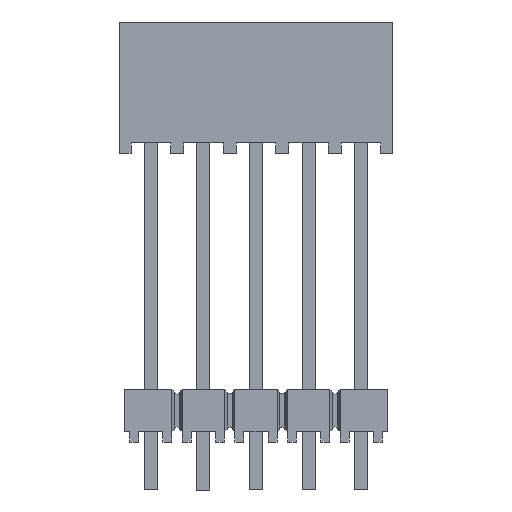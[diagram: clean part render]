
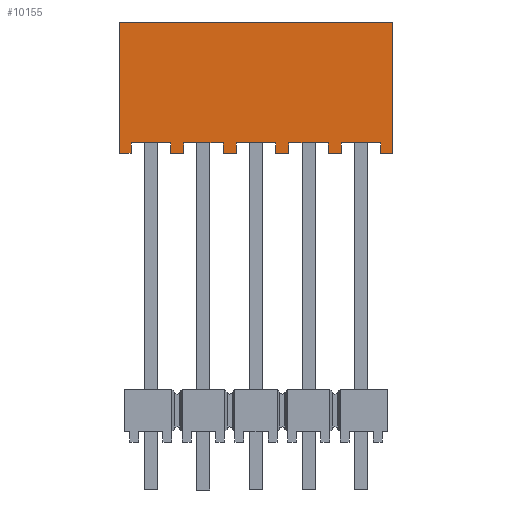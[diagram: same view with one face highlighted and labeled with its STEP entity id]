
A CAD part, front view. The second image highlights one B-rep face of the part: STEP entity #10155.
In plain terms, the highlighted planar face has unit normal (0, -1, 0).
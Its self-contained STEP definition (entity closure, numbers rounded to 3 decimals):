
#247=FACE_OUTER_BOUND('',#804,.T.);
#804=EDGE_LOOP('',(#7257,#7258,#7259,#7260,#7261,#7262,#7263,#7264,#7265,
#7266,#7267,#7268,#7269,#7270,#7271,#7272,#7273,#7274,#7275,#7276,#7277,
#7278,#7279,#7280));
#1508=LINE('',#14240,#2954);
#1553=LINE('',#14351,#2999);
#1670=LINE('',#14583,#3116);
#1671=LINE('',#14587,#3117);
#1672=LINE('',#14588,#3118);
#1673=LINE('',#14589,#3119);
#1674=LINE('',#14591,#3120);
#1675=LINE('',#14593,#3121);
#1676=LINE('',#14595,#3122);
#1677=LINE('',#14597,#3123);
#1678=LINE('',#14599,#3124);
#1679=LINE('',#14601,#3125);
#1680=LINE('',#14603,#3126);
#1681=LINE('',#14605,#3127);
#1682=LINE('',#14607,#3128);
#1683=LINE('',#14609,#3129);
#1684=LINE('',#14611,#3130);
#1685=LINE('',#14613,#3131);
#1686=LINE('',#14615,#3132);
#1687=LINE('',#14617,#3133);
#1688=LINE('',#14619,#3134);
#1689=LINE('',#14621,#3135);
#1690=LINE('',#14623,#3136);
#1691=LINE('',#14624,#3137);
#2954=VECTOR('',#11570,13.208);
#2999=VECTOR('',#11639,0.571);
#3116=VECTOR('',#11836,6.35);
#3117=VECTOR('',#11839,0.508);
#3118=VECTOR('',#11840,0.571);
#3119=VECTOR('',#11841,6.35);
#3120=VECTOR('',#11842,0.508);
#3121=VECTOR('',#11843,1.905);
#3122=VECTOR('',#11844,0.508);
#3123=VECTOR('',#11845,0.635);
#3124=VECTOR('',#11846,0.508);
#3125=VECTOR('',#11847,1.905);
#3126=VECTOR('',#11848,0.508);
#3127=VECTOR('',#11849,0.635);
#3128=VECTOR('',#11850,0.508);
#3129=VECTOR('',#11851,1.905);
#3130=VECTOR('',#11852,0.508);
#3131=VECTOR('',#11853,0.635);
#3132=VECTOR('',#11854,0.508);
#3133=VECTOR('',#11855,1.905);
#3134=VECTOR('',#11856,0.508);
#3135=VECTOR('',#11857,0.635);
#3136=VECTOR('',#11858,0.508);
#3137=VECTOR('',#11859,1.905);
#4322=VERTEX_POINT('',#14237);
#4323=VERTEX_POINT('',#14239);
#4375=VERTEX_POINT('',#14347);
#4377=VERTEX_POINT('',#14350);
#4451=VERTEX_POINT('',#14579);
#4453=VERTEX_POINT('',#14585);
#4454=VERTEX_POINT('',#14586);
#4455=VERTEX_POINT('',#14590);
#4456=VERTEX_POINT('',#14592);
#4457=VERTEX_POINT('',#14594);
#4458=VERTEX_POINT('',#14596);
#4459=VERTEX_POINT('',#14598);
#4460=VERTEX_POINT('',#14600);
#4461=VERTEX_POINT('',#14602);
#4462=VERTEX_POINT('',#14604);
#4463=VERTEX_POINT('',#14606);
#4464=VERTEX_POINT('',#14608);
#4465=VERTEX_POINT('',#14610);
#4466=VERTEX_POINT('',#14612);
#4467=VERTEX_POINT('',#14614);
#4468=VERTEX_POINT('',#14616);
#4469=VERTEX_POINT('',#14618);
#4470=VERTEX_POINT('',#14620);
#4471=VERTEX_POINT('',#14622);
#5340=EDGE_CURVE('',#4322,#4323,#1508,.T.);
#5395=EDGE_CURVE('',#4377,#4375,#1553,.T.);
#5512=EDGE_CURVE('',#4323,#4451,#1670,.T.);
#5513=EDGE_CURVE('',#4453,#4454,#1671,.T.);
#5514=EDGE_CURVE('',#4453,#4451,#1672,.T.);
#5515=EDGE_CURVE('',#4322,#4377,#1673,.T.);
#5516=EDGE_CURVE('',#4455,#4375,#1674,.T.);
#5517=EDGE_CURVE('',#4456,#4455,#1675,.T.);
#5518=EDGE_CURVE('',#4457,#4456,#1676,.T.);
#5519=EDGE_CURVE('',#4457,#4458,#1677,.T.);
#5520=EDGE_CURVE('',#4459,#4458,#1678,.T.);
#5521=EDGE_CURVE('',#4460,#4459,#1679,.T.);
#5522=EDGE_CURVE('',#4461,#4460,#1680,.T.);
#5523=EDGE_CURVE('',#4461,#4462,#1681,.T.);
#5524=EDGE_CURVE('',#4463,#4462,#1682,.T.);
#5525=EDGE_CURVE('',#4464,#4463,#1683,.T.);
#5526=EDGE_CURVE('',#4465,#4464,#1684,.T.);
#5527=EDGE_CURVE('',#4465,#4466,#1685,.T.);
#5528=EDGE_CURVE('',#4467,#4466,#1686,.T.);
#5529=EDGE_CURVE('',#4468,#4467,#1687,.T.);
#5530=EDGE_CURVE('',#4469,#4468,#1688,.T.);
#5531=EDGE_CURVE('',#4469,#4470,#1689,.T.);
#5532=EDGE_CURVE('',#4471,#4470,#1690,.T.);
#5533=EDGE_CURVE('',#4454,#4471,#1691,.T.);
#7257=ORIENTED_EDGE('',*,*,#5513,.F.);
#7258=ORIENTED_EDGE('',*,*,#5514,.T.);
#7259=ORIENTED_EDGE('',*,*,#5512,.F.);
#7260=ORIENTED_EDGE('',*,*,#5340,.F.);
#7261=ORIENTED_EDGE('',*,*,#5515,.T.);
#7262=ORIENTED_EDGE('',*,*,#5395,.T.);
#7263=ORIENTED_EDGE('',*,*,#5516,.F.);
#7264=ORIENTED_EDGE('',*,*,#5517,.F.);
#7265=ORIENTED_EDGE('',*,*,#5518,.F.);
#7266=ORIENTED_EDGE('',*,*,#5519,.T.);
#7267=ORIENTED_EDGE('',*,*,#5520,.F.);
#7268=ORIENTED_EDGE('',*,*,#5521,.F.);
#7269=ORIENTED_EDGE('',*,*,#5522,.F.);
#7270=ORIENTED_EDGE('',*,*,#5523,.T.);
#7271=ORIENTED_EDGE('',*,*,#5524,.F.);
#7272=ORIENTED_EDGE('',*,*,#5525,.F.);
#7273=ORIENTED_EDGE('',*,*,#5526,.F.);
#7274=ORIENTED_EDGE('',*,*,#5527,.T.);
#7275=ORIENTED_EDGE('',*,*,#5528,.F.);
#7276=ORIENTED_EDGE('',*,*,#5529,.F.);
#7277=ORIENTED_EDGE('',*,*,#5530,.F.);
#7278=ORIENTED_EDGE('',*,*,#5531,.T.);
#7279=ORIENTED_EDGE('',*,*,#5532,.F.);
#7280=ORIENTED_EDGE('',*,*,#5533,.F.);
#9619=PLANE('',#10729);
#10155=ADVANCED_FACE('',(#247),#9619,.F.);
#10729=AXIS2_PLACEMENT_3D('',#14584,#11837,#11838);
#11570=DIRECTION('',(1.,0.,0.));
#11639=DIRECTION('',(1.,0.,0.));
#11836=DIRECTION('',(0.,0.,-1.));
#11837=DIRECTION('center_axis',(0.,1.,0.));
#11838=DIRECTION('ref_axis',(-1.,0.,0.));
#11839=DIRECTION('',(0.,0.,1.));
#11840=DIRECTION('',(1.,0.,0.));
#11841=DIRECTION('',(0.,0.,-1.));
#11842=DIRECTION('',(0.,0.,-1.));
#11843=DIRECTION('',(-1.,0.,0.));
#11844=DIRECTION('',(0.,0.,1.));
#11845=DIRECTION('',(1.,0.,0.));
#11846=DIRECTION('',(0.,0.,-1.));
#11847=DIRECTION('',(-1.,0.,0.));
#11848=DIRECTION('',(0.,0.,1.));
#11849=DIRECTION('',(1.,0.,0.));
#11850=DIRECTION('',(0.,0.,-1.));
#11851=DIRECTION('',(-1.,0.,0.));
#11852=DIRECTION('',(0.,0.,1.));
#11853=DIRECTION('',(1.,0.,0.));
#11854=DIRECTION('',(0.,0.,-1.));
#11855=DIRECTION('',(-1.,0.,0.));
#11856=DIRECTION('',(0.,0.,1.));
#11857=DIRECTION('',(1.,0.,0.));
#11858=DIRECTION('',(0.,0.,-1.));
#11859=DIRECTION('',(-1.,0.,0.));
#14237=CARTESIAN_POINT('',(-6.604,-2.54,20.295));
#14239=CARTESIAN_POINT('',(6.604,-2.54,20.295));
#14240=CARTESIAN_POINT('',(-6.604,-2.54,20.295));
#14347=CARTESIAN_POINT('',(-6.033,-2.54,13.945));
#14350=CARTESIAN_POINT('',(-6.604,-2.54,13.945));
#14351=CARTESIAN_POINT('',(-6.604,-2.54,13.945));
#14579=CARTESIAN_POINT('',(6.604,-2.54,13.945));
#14583=CARTESIAN_POINT('',(6.604,-2.54,20.295));
#14584=CARTESIAN_POINT('Origin',(-6.604,-2.54,20.295));
#14585=CARTESIAN_POINT('',(6.033,-2.54,13.945));
#14586=CARTESIAN_POINT('',(6.033,-2.54,14.453));
#14587=CARTESIAN_POINT('',(6.032,-2.54,20.295));
#14588=CARTESIAN_POINT('',(-6.604,-2.54,13.945));
#14589=CARTESIAN_POINT('',(-6.604,-2.54,20.295));
#14590=CARTESIAN_POINT('',(-6.033,-2.54,14.453));
#14591=CARTESIAN_POINT('',(-6.033,-2.54,20.295));
#14592=CARTESIAN_POINT('',(-4.128,-2.54,14.453));
#14593=CARTESIAN_POINT('',(-6.604,-2.54,14.453));
#14594=CARTESIAN_POINT('',(-4.128,-2.54,13.945));
#14595=CARTESIAN_POINT('',(-4.128,-2.54,20.295));
#14596=CARTESIAN_POINT('',(-3.493,-2.54,13.945));
#14597=CARTESIAN_POINT('',(-6.604,-2.54,13.945));
#14598=CARTESIAN_POINT('',(-3.493,-2.54,14.453));
#14599=CARTESIAN_POINT('',(-3.493,-2.54,20.295));
#14600=CARTESIAN_POINT('',(-1.588,-2.54,14.453));
#14601=CARTESIAN_POINT('',(-6.604,-2.54,14.453));
#14602=CARTESIAN_POINT('',(-1.588,-2.54,13.945));
#14603=CARTESIAN_POINT('',(-1.588,-2.54,20.295));
#14604=CARTESIAN_POINT('',(-0.953,-2.54,13.945));
#14605=CARTESIAN_POINT('',(-6.604,-2.54,13.945));
#14606=CARTESIAN_POINT('',(-0.953,-2.54,14.453));
#14607=CARTESIAN_POINT('',(-0.953,-2.54,20.295));
#14608=CARTESIAN_POINT('',(0.952,-2.54,14.453));
#14609=CARTESIAN_POINT('',(-6.604,-2.54,14.453));
#14610=CARTESIAN_POINT('',(0.952,-2.54,13.945));
#14611=CARTESIAN_POINT('',(0.952,-2.54,20.295));
#14612=CARTESIAN_POINT('',(1.587,-2.54,13.945));
#14613=CARTESIAN_POINT('',(-6.604,-2.54,13.945));
#14614=CARTESIAN_POINT('',(1.588,-2.54,14.453));
#14615=CARTESIAN_POINT('',(1.588,-2.54,20.295));
#14616=CARTESIAN_POINT('',(3.493,-2.54,14.453));
#14617=CARTESIAN_POINT('',(-6.604,-2.54,14.453));
#14618=CARTESIAN_POINT('',(3.493,-2.54,13.945));
#14619=CARTESIAN_POINT('',(3.493,-2.54,20.295));
#14620=CARTESIAN_POINT('',(4.127,-2.54,13.945));
#14621=CARTESIAN_POINT('',(-6.604,-2.54,13.945));
#14622=CARTESIAN_POINT('',(4.128,-2.54,14.453));
#14623=CARTESIAN_POINT('',(4.128,-2.54,20.295));
#14624=CARTESIAN_POINT('',(-6.604,-2.54,14.453));
